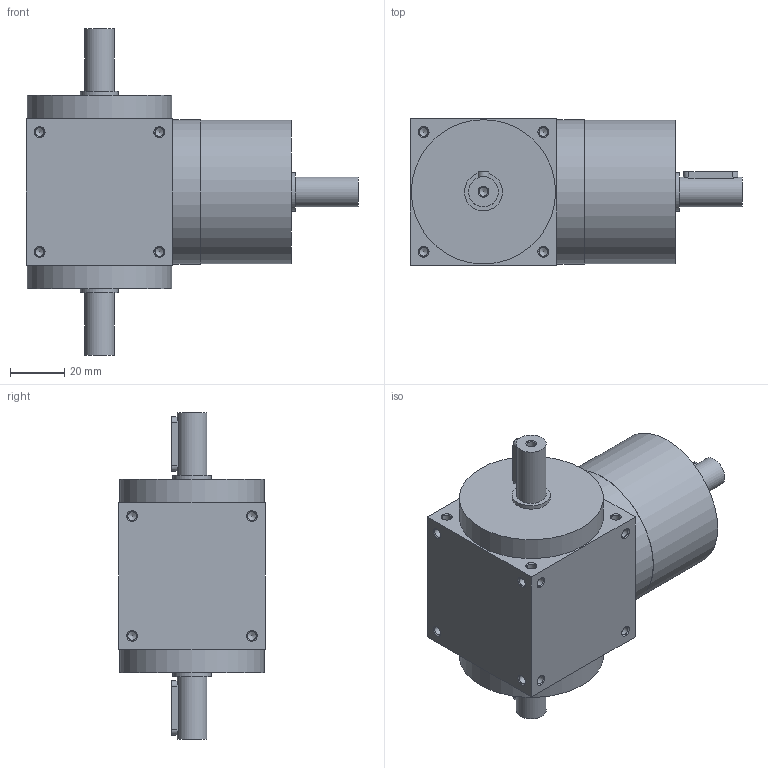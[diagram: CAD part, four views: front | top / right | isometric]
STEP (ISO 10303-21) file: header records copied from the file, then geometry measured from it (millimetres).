
FILE_DESCRIPTION(/* description */ ('STEP AP203'),/* implementation_level */ '2;1');
FILE_NAME(/* name */ 'RM54_RM-S1_R.1_1.5',/* time_stamp */ '2022-11-25T14:25:01+01:00',/* author */ ('License CC BY-ND 4.0'),/* organization */ ('CADENAS'),/* preprocessor_version */ 'ST-DEVELOPER v18.102',/* originating_system */ 'PARTsolutions',/* authorisation */ ' ');
FILE_SCHEMA (('CONFIG_CONTROL_DESIGN'));
Length unit declared in the file: millimetre
Products named in the file (4): RM54_RM-S1_R.1/1.5; RM54-proshaft; RC54-shaft; RM541-case
Assembly tree (4 placements, depth 2):
  RM54_RM-S1_R.1/1.5
    RM54-proshaft  x2
    RC54-shaft
    RM541-case
Bounding box: 122 x 54 x 120 mm (x, y, z)
Volume: 295340 mm3; surface area: 44180.2 mm2
Topology: 4 solids, 4 shells, 152 faces, 449 edges, 284 vertices
Faces by surface type: cylinder 69, cone 54, plane 29
Full cylindrical faces by diameter (mm): 3.242 x51, 11 x3, 14 x5, 52.8 x1, 53 x3
Entity records: 3784 total; most frequent: DIRECTION 712, CARTESIAN_POINT 610, ORIENTED_EDGE 460, AXIS2_PLACEMENT_3D 342, FACE_BOUND 288, EDGE_LOOP 262, EDGE_CURVE 230, VERTEX_POINT 212
